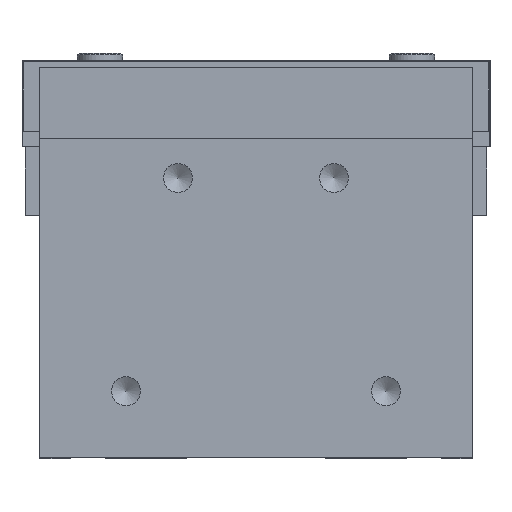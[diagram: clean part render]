
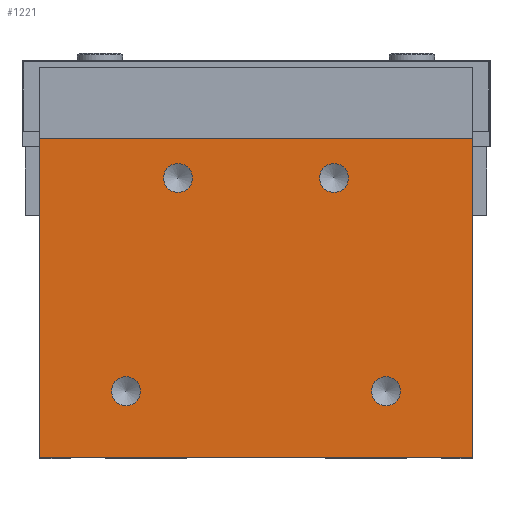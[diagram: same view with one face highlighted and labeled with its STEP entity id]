
A CAD part, left-side view. The second image highlights one B-rep face of the part: STEP entity #1221.
In plain terms, the highlighted planar face has unit normal (-1, 0, 0).
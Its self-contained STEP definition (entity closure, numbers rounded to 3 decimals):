
#154=CARTESIAN_POINT('',(0.,-62.5,92.5));
#155=VERTEX_POINT('',#154);
#162=CARTESIAN_POINT('',(0.,-62.5,0.5));
#163=VERTEX_POINT('',#162);
#164=CARTESIAN_POINT('',(0.,-62.5,0.5));
#165=DIRECTION('',(0.0,0.0,1.0));
#166=VECTOR('',#165,92.0);
#167=LINE('',#164,#166);
#168=EDGE_CURVE('',#163,#155,#167,.T.);
#248=CARTESIAN_POINT('',(0.,62.5,0.5));
#249=VERTEX_POINT('',#248);
#250=CARTESIAN_POINT('',(0.,-62.5,0.5));
#251=DIRECTION('',(0.0,1.0,0.0));
#252=VECTOR('',#251,125.0);
#253=LINE('',#250,#252);
#254=EDGE_CURVE('',#163,#249,#253,.T.);
#279=CARTESIAN_POINT('',(0.,62.5,92.5));
#280=VERTEX_POINT('',#279);
#281=CARTESIAN_POINT('',(0.,62.5,92.5));
#282=DIRECTION('',(0.0,0.0,-1.0));
#283=VECTOR('',#282,92.0);
#284=LINE('',#281,#283);
#285=EDGE_CURVE('',#280,#249,#284,.T.);
#422=CARTESIAN_POINT('',(0.,41.688,19.5));
#423=VERTEX_POINT('',#422);
#424=CARTESIAN_POINT('',(0.,37.5,19.5));
#425=DIRECTION('',(1.0,0.0,0.0));
#426=DIRECTION('',(0.0,1.0,0.0));
#427=AXIS2_PLACEMENT_3D('',#424,#425,#426);
#428=CIRCLE('',#427,4.188);
#429=EDGE_CURVE('',#423,#423,#428,.T.);
#459=CARTESIAN_POINT('',(0.,26.688,81.));
#460=VERTEX_POINT('',#459);
#461=CARTESIAN_POINT('',(0.,22.5,81.));
#462=DIRECTION('',(1.0,0.0,0.0));
#463=DIRECTION('',(0.0,1.0,0.0));
#464=AXIS2_PLACEMENT_3D('',#461,#462,#463);
#465=CIRCLE('',#464,4.188);
#466=EDGE_CURVE('',#460,#460,#465,.T.);
#496=CARTESIAN_POINT('',(0.,-18.312,81.));
#497=VERTEX_POINT('',#496);
#498=CARTESIAN_POINT('',(0.,-22.5,81.));
#499=DIRECTION('',(1.0,0.0,0.0));
#500=DIRECTION('',(0.0,1.0,0.0));
#501=AXIS2_PLACEMENT_3D('',#498,#499,#500);
#502=CIRCLE('',#501,4.188);
#503=EDGE_CURVE('',#497,#497,#502,.T.);
#533=CARTESIAN_POINT('',(0.,-33.312,19.5));
#534=VERTEX_POINT('',#533);
#535=CARTESIAN_POINT('',(0.,-37.5,19.5));
#536=DIRECTION('',(1.0,0.0,0.0));
#537=DIRECTION('',(0.0,1.0,0.0));
#538=AXIS2_PLACEMENT_3D('',#535,#536,#537);
#539=CIRCLE('',#538,4.188);
#540=EDGE_CURVE('',#534,#534,#539,.T.);
#1193=CARTESIAN_POINT('',(0.,0.,0.5));
#1194=DIRECTION('',(-1.0,0.0,0.0));
#1195=DIRECTION('',(0.0,1.0,0.0));
#1196=AXIS2_PLACEMENT_3D('',#1193,#1194,#1195);
#1197=PLANE('',#1196);
#1198=ORIENTED_EDGE('',*,*,#168,.T.);
#1199=CARTESIAN_POINT('',(0.,62.5,92.5));
#1200=DIRECTION('',(0.0,-1.0,0.0));
#1201=VECTOR('',#1200,125.0);
#1202=LINE('',#1199,#1201);
#1203=EDGE_CURVE('',#280,#155,#1202,.T.);
#1204=ORIENTED_EDGE('',*,*,#1203,.F.);
#1205=ORIENTED_EDGE('',*,*,#285,.T.);
#1206=ORIENTED_EDGE('',*,*,#254,.F.);
#1207=EDGE_LOOP('',(#1198,#1204,#1205,#1206));
#1208=FACE_OUTER_BOUND('',#1207,.T.);
#1209=ORIENTED_EDGE('',*,*,#429,.T.);
#1210=EDGE_LOOP('',(#1209));
#1211=FACE_BOUND('',#1210,.T.);
#1212=ORIENTED_EDGE('',*,*,#466,.T.);
#1213=EDGE_LOOP('',(#1212));
#1214=FACE_BOUND('',#1213,.T.);
#1215=ORIENTED_EDGE('',*,*,#503,.T.);
#1216=EDGE_LOOP('',(#1215));
#1217=FACE_BOUND('',#1216,.T.);
#1218=ORIENTED_EDGE('',*,*,#540,.T.);
#1219=EDGE_LOOP('',(#1218));
#1220=FACE_BOUND('',#1219,.T.);
#1221=ADVANCED_FACE('',(#1208,#1211,#1214,#1217,#1220),#1197,.T.);
